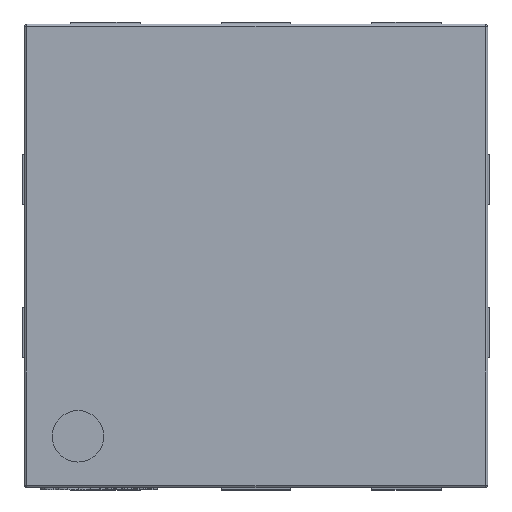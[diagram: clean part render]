
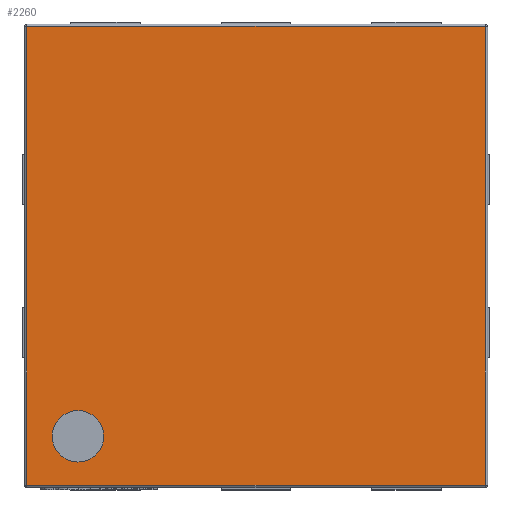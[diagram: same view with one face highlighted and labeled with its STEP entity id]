
A CAD part, top view. The second image highlights one B-rep face of the part: STEP entity #2260.
In plain terms, the highlighted planar face has unit normal (0, 0, 1).
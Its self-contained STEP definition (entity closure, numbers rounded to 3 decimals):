
#68=VERTEX_POINT('',#69);
#69=CARTESIAN_POINT('',(-0.88,-0.779,0.49));
#75=EDGE_CURVE('',#68,#76,#78,.T.);
#76=VERTEX_POINT('',#77);
#77=CARTESIAN_POINT('',(-0.657,-0.779,0.49));
#78=CIRCLE('',#79,0.111);
#79=AXIS2_PLACEMENT_3D('',#80,#81,#82);
#80=CARTESIAN_POINT('',(-0.769,-0.779,0.49));
#81=DIRECTION('',(0.0,0.0,1.0));
#82=DIRECTION('',(1.0,0.0,0.0));
#2260=ADVANCED_FACE('',(#2261,#2295),#2305,.T.);
#2261=FACE_BOUND('',#2262,.T.);
#2262=EDGE_LOOP('',(#2263,#2273,#2281,#2289));
#2263=ORIENTED_EDGE('',*,*,#2264,.T.);
#2264=EDGE_CURVE('',#2265,#2267,#2269,.T.);
#2265=VERTEX_POINT('',#2266);
#2266=CARTESIAN_POINT('',(-0.99,-0.99,0.49));
#2267=VERTEX_POINT('',#2268);
#2268=CARTESIAN_POINT('',(0.99,-0.99,0.49));
#2269=LINE('',#2270,#2271);
#2270=CARTESIAN_POINT('',(1.,-0.99,0.49));
#2271=VECTOR('',#2272,1.0);
#2272=DIRECTION('',(1.0,0.0,0.0));
#2273=ORIENTED_EDGE('',*,*,#2274,.T.);
#2274=EDGE_CURVE('',#2267,#2275,#2277,.T.);
#2275=VERTEX_POINT('',#2276);
#2276=CARTESIAN_POINT('',(0.99,0.99,0.49));
#2277=LINE('',#2278,#2279);
#2278=CARTESIAN_POINT('',(0.99,1.,0.49));
#2279=VECTOR('',#2280,1.0);
#2280=DIRECTION('',(0.,1.0,0.0));
#2281=ORIENTED_EDGE('',*,*,#2282,.T.);
#2282=EDGE_CURVE('',#2275,#2283,#2285,.T.);
#2283=VERTEX_POINT('',#2284);
#2284=CARTESIAN_POINT('',(-0.99,0.99,0.49));
#2285=LINE('',#2286,#2287);
#2286=CARTESIAN_POINT('',(-1.,0.99,0.49));
#2287=VECTOR('',#2288,1.0);
#2288=DIRECTION('',(-1.0,0.0,0.0));
#2289=ORIENTED_EDGE('',*,*,#2290,.T.);
#2290=EDGE_CURVE('',#2283,#2265,#2291,.T.);
#2291=LINE('',#2292,#2293);
#2292=CARTESIAN_POINT('',(-0.99,-1.,0.49));
#2293=VECTOR('',#2294,1.0);
#2294=DIRECTION('',(0.,-1.0,0.0));
#2295=FACE_BOUND('',#2296,.T.);
#2296=EDGE_LOOP('',(#2297,#2304));
#2297=ORIENTED_EDGE('',*,*,#2298,.T.);
#2298=EDGE_CURVE('',#68,#76,#2299,.F.);
#2299=CIRCLE('',#2300,0.111);
#2300=AXIS2_PLACEMENT_3D('',#2301,#2302,#2303);
#2301=CARTESIAN_POINT('',(-0.769,-0.779,0.49));
#2302=DIRECTION('',(0.0,0.0,1.0));
#2303=DIRECTION('',(1.0,0.0,0.0));
#2304=ORIENTED_EDGE('',*,*,#75,.F.);
#2305=PLANE('',#2306);
#2306=AXIS2_PLACEMENT_3D('',#2307,#2308,#2309);
#2307=CARTESIAN_POINT('',(0.0,0.0,0.49));
#2308=DIRECTION('',(0.0,0.0,1.0));
#2309=DIRECTION('',(1.0,0.0,0.0));
